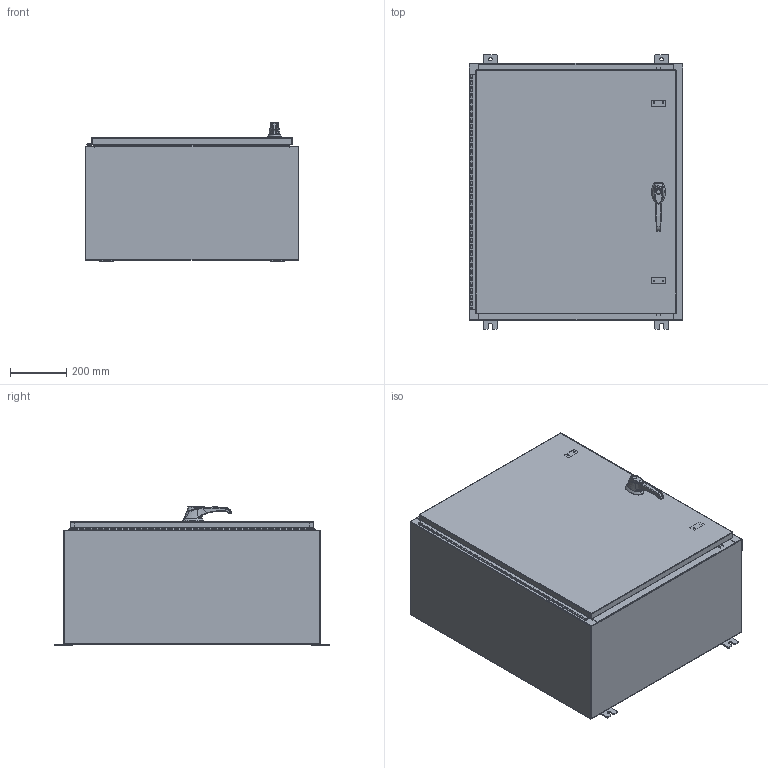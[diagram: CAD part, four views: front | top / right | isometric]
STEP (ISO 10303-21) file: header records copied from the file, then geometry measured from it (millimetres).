
FILE_DESCRIPTION (( 'STEP AP203' ), '1' );
FILE_NAME ('N36H3016SSWP3PT.STEP', '2014-02-03T16:37:01', ( 'changeme' ), ( 'Microsoft' ), 'SwSTEP 2.0', 'SolidWorks 2013', '' );
FILE_SCHEMA (( 'CONFIG_CONTROL_DESIGN' ));
Length unit declared in the file: inch
Products named in the file (28): N36H3016SSWP3PT Defeater Handle Rod; 012103_012102; N36H3016SSWP3PT Enclosure Stiffener; N36H3016SSWP3PT Cover; 00005309_G26103101; 26161102; N36H3016SSWP3PT Body; 2616310101; 297026; N36H3016SSWP3PT Backpanel; N36H3016SSWP3PT Bottom; 00005310_26163101; 21130102; N36H3016SSWP3PT Mounting Studs; N36H3016SSWP3PT Top; 022151; 00005090; N36H3016SSWP3PT Hinge Enclosure Side2; N36H3016SSWP3PT; N36H3016SSWP3PT 263033_Industrilas; g26103103_26163303; N36H3016SSWP3PT Hinge Cover Side; N36H3016SSWP3PT Defeater Handle - 3 - 2500-51 ZN; 033060_032151; N36H3016SSWP3PT 125 Pin Hinge; NMP-SS-RODGUIDES; 297025; N36H3016SSWP3PT Mounting Feet
Assembly tree (38 placements, depth 4):
  N36H3016SSWP3PT
    N36H3016SSWP3PT Backpanel
    N36H3016SSWP3PT Mounting Studs  x6
    N36H3016SSWP3PT 125 Pin Hinge
      N36H3016SSWP3PT Hinge Enclosure Side2
      N36H3016SSWP3PT Hinge Cover Side
    N36H3016SSWP3PT Mounting Feet  x4
    N36H3016SSWP3PT Enclosure Stiffener
    N36H3016SSWP3PT 263033_Industrilas
      26161102
      297026
      21130102
      00005090
      g26103103_26163303
      033060_032151  x2
      297025
      012103_012102
      00005310_26163101
        00005309_G26103101
        2616310101
      022151
    N36H3016SSWP3PT Defeater Handle - 3 - 2500-51 ZN
    NMP-SS-RODGUIDES  x2
    N36H3016SSWP3PT Defeater Handle Rod  x2
    N36H3016SSWP3PT Cover
    N36H3016SSWP3PT Body
    N36H3016SSWP3PT Bottom
    N36H3016SSWP3PT Top
Bounding box: 762 x 977.9 x 495.17 mm (x, y, z)
Volume: 7665408.1 mm3; surface area: 7554127.8 mm2
Topology: 34 solids, 36 shells, 2808 faces, 7040 edges, 4328 vertices
Faces by surface type: cylinder 1069, plane 1065, bspline 329, cone 297, torus 48
Entity records: 122949 total; most frequent: CARTESIAN_POINT 60061, ORIENTED_EDGE 13038, DIRECTION 11623, EDGE_CURVE 6520, AXIS2_PLACEMENT_3D 4223, VERTEX_POINT 4014, VECTOR 3177, LINE 3177
